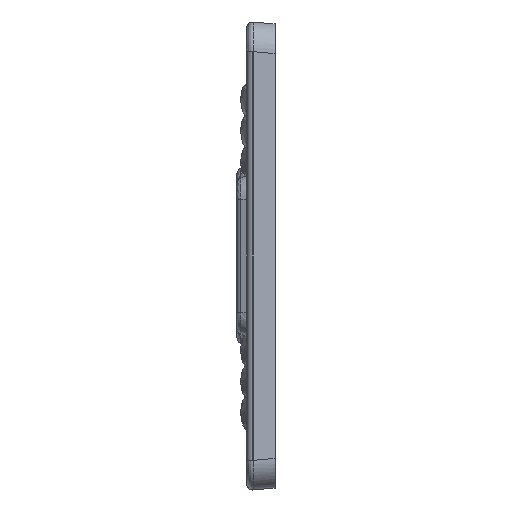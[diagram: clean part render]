
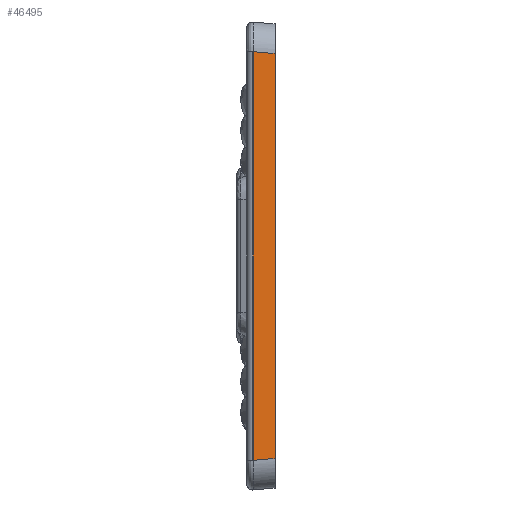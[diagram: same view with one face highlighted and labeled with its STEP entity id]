
A CAD part, left-side view. The second image highlights one B-rep face of the part: STEP entity #46495.
In plain terms, the highlighted planar face has unit normal (-0.996, -0.087, 0).
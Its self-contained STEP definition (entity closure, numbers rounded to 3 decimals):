
#18 = VERTEX_POINT ( 'NONE', #15644 ) ;
#4235 = DIRECTION ( 'NONE',  ( 0., 0., -1. ) ) ;
#5813 = VECTOR ( 'NONE', #9395, 1000. ) ;
#8498 = ORIENTED_EDGE ( 'NONE', *, *, #17682, .T. ) ;
#8824 = VECTOR ( 'NONE', #14298, 1000. ) ;
#9395 = DIRECTION ( 'NONE',  ( 0., 0., 1. ) ) ;
#10525 = DIRECTION ( 'NONE',  ( 0.087, -0.996, 0. ) ) ;
#10872 = VERTEX_POINT ( 'NONE', #20109 ) ;
#10964 = VERTEX_POINT ( 'NONE', #46179 ) ;
#11089 = EDGE_CURVE ( 'NONE', #10872, #10964, #34968, .T. ) ;
#12405 = LINE ( 'NONE', #41520, #39873 ) ;
#12689 = EDGE_LOOP ( 'NONE', ( #39457, #8498, #29968, #45486 ) ) ;
#12810 = AXIS2_PLACEMENT_3D ( 'NONE', #31227, #47824, #10525 ) ;
#13685 = EDGE_CURVE ( 'NONE', #53609, #18, #49191, .T. ) ;
#14298 = DIRECTION ( 'NONE',  ( 0.087, -0.992, 0.087 ) ) ;
#14617 = PLANE ( 'NONE',  #12810 ) ;
#14808 = VECTOR ( 'NONE', #40990, 1000. ) ;
#15644 = CARTESIAN_POINT ( 'NONE',  ( -127.922, 0., 33.941 ) ) ;
#17682 = EDGE_CURVE ( 'NONE', #10964, #18, #30100, .T. ) ;
#20109 = CARTESIAN_POINT ( 'NONE',  ( -128.242, 3.663, -34.261 ) ) ;
#22177 = CARTESIAN_POINT ( 'NONE',  ( -128.242, 3.663, 34.261 ) ) ;
#24407 = CARTESIAN_POINT ( 'NONE',  ( -126.391, -17.492, 32.41 ) ) ;
#29968 = ORIENTED_EDGE ( 'NONE', *, *, #13685, .F. ) ;
#30100 = LINE ( 'NONE', #46699, #5813 ) ;
#31227 = CARTESIAN_POINT ( 'NONE',  ( -128.25, 3.754, -34.3 ) ) ;
#33735 = EDGE_CURVE ( 'NONE', #53609, #10872, #12405, .T. ) ;
#34968 = LINE ( 'NONE', #51600, #8824 ) ;
#39457 = ORIENTED_EDGE ( 'NONE', *, *, #11089, .T. ) ;
#39873 = VECTOR ( 'NONE', #4235, 1000. ) ;
#40990 = DIRECTION ( 'NONE',  ( 0.087, -0.992, -0.087 ) ) ;
#41520 = CARTESIAN_POINT ( 'NONE',  ( -128.242, 3.663, -34.3 ) ) ;
#45486 = ORIENTED_EDGE ( 'NONE', *, *, #33735, .T. ) ;
#46179 = CARTESIAN_POINT ( 'NONE',  ( -127.922, 0., -33.941 ) ) ;
#46495 = ADVANCED_FACE ( 'NONE', ( #51911 ), #14617, .T. ) ;
#46699 = CARTESIAN_POINT ( 'NONE',  ( -127.922, 0., -34.3 ) ) ;
#47824 = DIRECTION ( 'NONE',  ( -0.996, -0.087, 0. ) ) ;
#49191 = LINE ( 'NONE', #24407, #14808 ) ;
#51600 = CARTESIAN_POINT ( 'NONE',  ( -128.242, 3.663, -34.261 ) ) ;
#51911 = FACE_OUTER_BOUND ( 'NONE', #12689, .T. ) ;
#53609 = VERTEX_POINT ( 'NONE', #22177 ) ;
